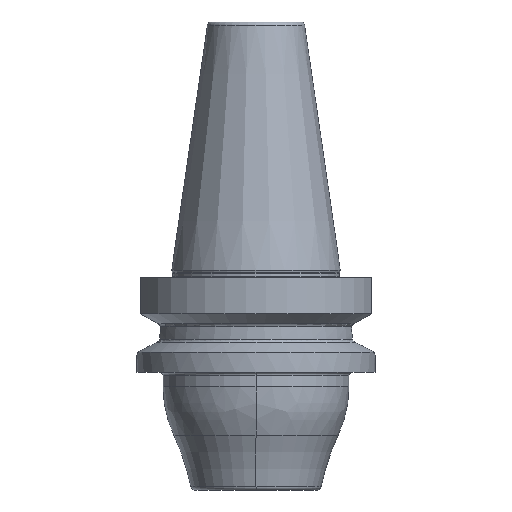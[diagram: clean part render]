
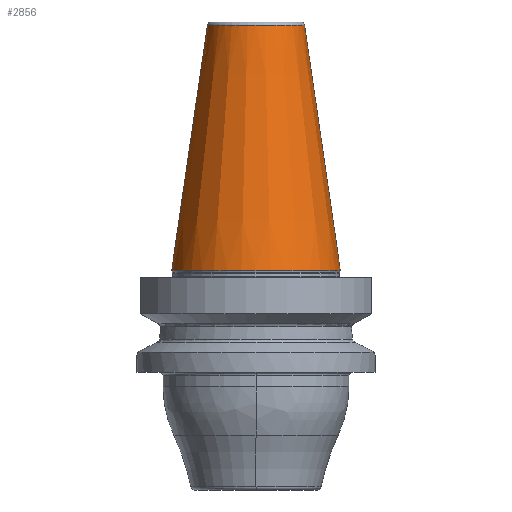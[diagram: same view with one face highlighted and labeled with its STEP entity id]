
A CAD part, front view. The second image highlights one B-rep face of the part: STEP entity #2856.
In plain terms, the highlighted conical face has half-angle 8.297 degrees and reference radius 17.519 mm.
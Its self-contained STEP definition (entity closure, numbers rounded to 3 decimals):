
#1408=CARTESIAN_POINT('',(0.,0.,0.));
#1409=DIRECTION('',(0.,0.,-1.));
#1410=DIRECTION('',(1.,0.,0.));
#1411=AXIS2_PLACEMENT_3D('',#1408,#1409,#1410);
#1424=DIRECTION('',(-0.144,0.,0.99));
#1425=VECTOR('',#1424,65.227);
#1426=CARTESIAN_POINT('',(22.225,0.,0.));
#1427=LINE('',#1426,#1425);
#1431=DIRECTION('',(0.144,0.,0.99));
#1432=VECTOR('',#1431,65.227);
#1433=CARTESIAN_POINT('',(-22.225,0.,0.));
#1434=LINE('',#1433,#1432);
#1438=CARTESIAN_POINT('',(0.,0.,64.544));
#1439=DIRECTION('',(0.,0.,-1.));
#1440=DIRECTION('',(1.,0.,0.));
#1441=AXIS2_PLACEMENT_3D('',#1438,#1439,#1440);
#1668=CARTESIAN_POINT('',(12.812,0.,64.544));
#1670=VERTEX_POINT('',#1668);
#1672=CARTESIAN_POINT('',(-12.812,0.,64.544));
#1674=VERTEX_POINT('',#1672);
#1692=CARTESIAN_POINT('',(22.225,0.,0.));
#1693=VERTEX_POINT('',#1692);
#1694=CARTESIAN_POINT('',(-22.225,0.,0.));
#1695=VERTEX_POINT('',#1694);
#2844=CARTESIAN_POINT('',(0.,0.,32.272));
#2845=DIRECTION('',(0.,0.,-1.));
#2846=DIRECTION('',(-1.,0.,0.));
#2847=AXIS2_PLACEMENT_3D('',#2844,#2845,#2846);
#2848=CONICAL_SURFACE('',#2847,17.519,8.297);
#2849=ORIENTED_EDGE('',*,*,#2811,.T.);
#2850=ORIENTED_EDGE('',*,*,#2839,.T.);
#2852=ORIENTED_EDGE('',*,*,#2851,.F.);
#2853=ORIENTED_EDGE('',*,*,#2835,.F.);
#2854=EDGE_LOOP('',(#2849,#2850,#2852,#2853));
#2855=FACE_OUTER_BOUND('',#2854,.F.);
#1412=CIRCLE('',#1411,22.225);
#1442=CIRCLE('',#1441,12.812);
#2811=EDGE_CURVE('',#1693,#1695,#1412,.T.);
#2835=EDGE_CURVE('',#1693,#1670,#1427,.T.);
#2839=EDGE_CURVE('',#1695,#1674,#1434,.T.);
#2851=EDGE_CURVE('',#1670,#1674,#1442,.T.);
#2856=ADVANCED_FACE('',(#2855),#2848,.T.);
